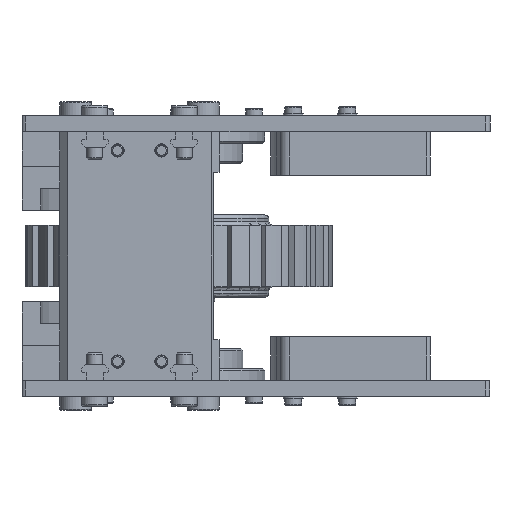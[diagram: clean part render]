
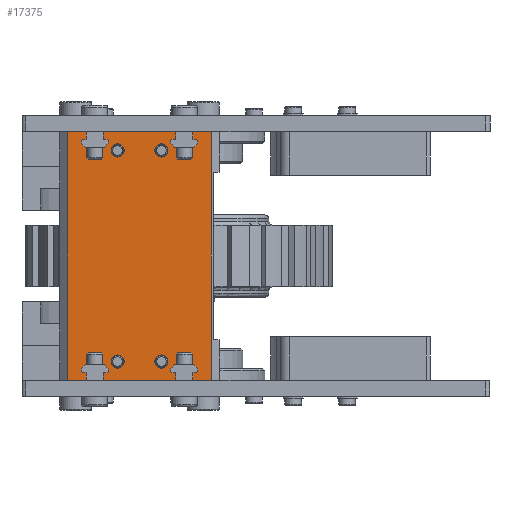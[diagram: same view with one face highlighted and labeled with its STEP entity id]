
A CAD part, left-side view. The second image highlights one B-rep face of the part: STEP entity #17375.
In plain terms, the highlighted face is planar.
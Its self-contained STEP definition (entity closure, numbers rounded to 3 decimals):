
#813=FACE_BOUND('',#3293,.T.);
#814=FACE_BOUND('',#3294,.T.);
#815=FACE_BOUND('',#3295,.T.);
#816=FACE_BOUND('',#3296,.T.);
#1333=PLANE('',#19364);
#2163=FACE_OUTER_BOUND('',#3292,.T.);
#3292=EDGE_LOOP('',(#15504,#15505,#15506,#15507));
#3293=EDGE_LOOP('',(#15508));
#3294=EDGE_LOOP('',(#15509));
#3295=EDGE_LOOP('',(#15510));
#3296=EDGE_LOOP('',(#15511));
#4900=LINE('',#29102,#6548);
#4903=LINE('',#29108,#6551);
#4910=LINE('',#29134,#6558);
#4913=LINE('',#29139,#6561);
#6548=VECTOR('',#23756,10.);
#6551=VECTOR('',#23763,10.);
#6558=VECTOR('',#23786,10.);
#6561=VECTOR('',#23791,10.);
#7357=CIRCLE('',#19365,3.3);
#7358=CIRCLE('',#19366,3.3);
#7359=CIRCLE('',#19367,3.3);
#7360=CIRCLE('',#19368,3.3);
#8863=VERTEX_POINT('',#29099);
#8864=VERTEX_POINT('',#29101);
#8865=VERTEX_POINT('',#29107);
#8876=VERTEX_POINT('',#29133);
#8878=VERTEX_POINT('',#29140);
#8879=VERTEX_POINT('',#29142);
#8880=VERTEX_POINT('',#29144);
#8881=VERTEX_POINT('',#29146);
#11121=EDGE_CURVE('',#8863,#8864,#4900,.T.);
#11124=EDGE_CURVE('',#8865,#8864,#4903,.T.);
#11137=EDGE_CURVE('',#8865,#8876,#4910,.T.);
#11140=EDGE_CURVE('',#8863,#8876,#4913,.T.);
#11141=EDGE_CURVE('',#8878,#8878,#7357,.T.);
#11142=EDGE_CURVE('',#8879,#8879,#7358,.T.);
#11143=EDGE_CURVE('',#8880,#8880,#7359,.T.);
#11144=EDGE_CURVE('',#8881,#8881,#7360,.T.);
#15504=ORIENTED_EDGE('',*,*,#11121,.F.);
#15505=ORIENTED_EDGE('',*,*,#11140,.T.);
#15506=ORIENTED_EDGE('',*,*,#11137,.F.);
#15507=ORIENTED_EDGE('',*,*,#11124,.T.);
#15508=ORIENTED_EDGE('',*,*,#11141,.T.);
#15509=ORIENTED_EDGE('',*,*,#11142,.T.);
#15510=ORIENTED_EDGE('',*,*,#11143,.T.);
#15511=ORIENTED_EDGE('',*,*,#11144,.T.);
#17375=ADVANCED_FACE('',(#2163,#813,#814,#815,#816),#1333,.T.);
#19364=AXIS2_PLACEMENT_3D('',#29138,#23789,#23790);
#19365=AXIS2_PLACEMENT_3D('',#29141,#23792,#23793);
#19366=AXIS2_PLACEMENT_3D('',#29143,#23794,#23795);
#19367=AXIS2_PLACEMENT_3D('',#29145,#23796,#23797);
#19368=AXIS2_PLACEMENT_3D('',#29147,#23798,#23799);
#23756=DIRECTION('',(1.,0.,0.));
#23763=DIRECTION('',(0.,-1.,0.));
#23786=DIRECTION('',(-1.,0.,0.));
#23789=DIRECTION('center_axis',(0.,0.,-1.));
#23790=DIRECTION('ref_axis',(-1.,0.,0.));
#23791=DIRECTION('',(0.,1.,0.));
#23792=DIRECTION('center_axis',(0.,0.,1.));
#23793=DIRECTION('ref_axis',(1.,0.,0.));
#23794=DIRECTION('center_axis',(0.,0.,1.));
#23795=DIRECTION('ref_axis',(1.,0.,0.));
#23796=DIRECTION('center_axis',(0.,0.,1.));
#23797=DIRECTION('ref_axis',(1.,0.,0.));
#23798=DIRECTION('center_axis',(0.,0.,1.));
#23799=DIRECTION('ref_axis',(1.,0.,0.));
#29099=CARTESIAN_POINT('',(-62.5,-36.,-10.));
#29101=CARTESIAN_POINT('',(62.5,-36.,-10.));
#29102=CARTESIAN_POINT('',(-31.25,-36.,-10.));
#29107=CARTESIAN_POINT('',(62.5,36.,-10.));
#29108=CARTESIAN_POINT('',(62.5,40.,-10.));
#29133=CARTESIAN_POINT('',(-62.5,36.,-10.));
#29134=CARTESIAN_POINT('',(31.25,36.,-10.));
#29138=CARTESIAN_POINT('Origin',(0.,0.,-10.));
#29139=CARTESIAN_POINT('',(-62.5,-40.,-10.));
#29140=CARTESIAN_POINT('',(49.7,11.,-10.));
#29141=CARTESIAN_POINT('Origin',(53.,11.,-10.));
#29142=CARTESIAN_POINT('',(-56.3,-11.,-10.));
#29143=CARTESIAN_POINT('Origin',(-53.,-11.,-10.));
#29144=CARTESIAN_POINT('',(-56.3,11.,-10.));
#29145=CARTESIAN_POINT('Origin',(-53.,11.,-10.));
#29146=CARTESIAN_POINT('',(49.7,-11.,-10.));
#29147=CARTESIAN_POINT('Origin',(53.,-11.,-10.));
